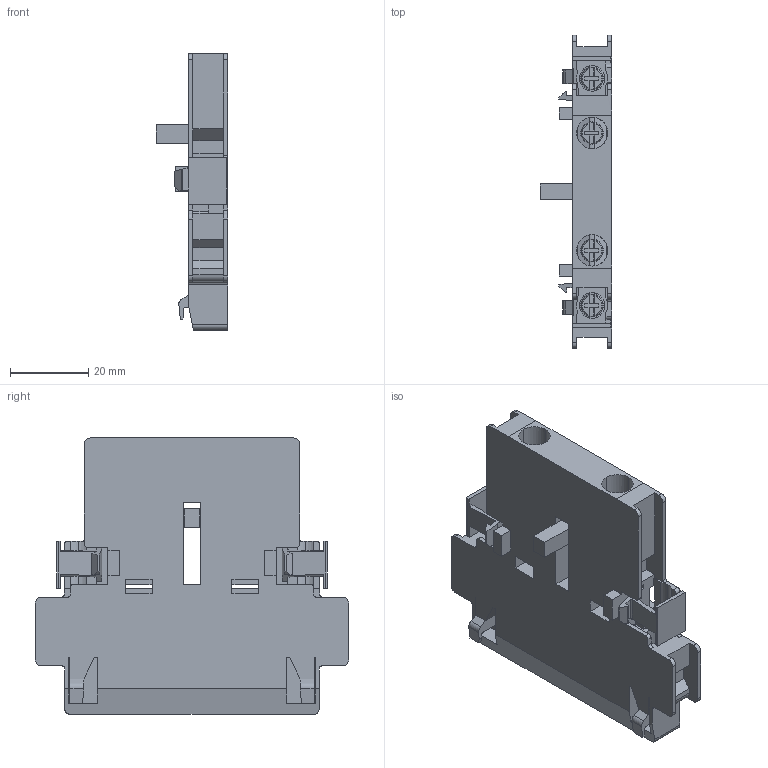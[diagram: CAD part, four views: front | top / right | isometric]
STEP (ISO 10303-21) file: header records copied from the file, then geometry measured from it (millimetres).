
FILE_DESCRIPTION(('STEP AP214'),'1');
FILE_NAME('cctmp_8894B661-A5D7-4AEB-A368-9FD061FAB601_2023_07_21_09_05_33_0044..stp','2023-07-21T07:05:33',('SIEMENS A&D'),('CADClick - www.CADClick.com'),'Spatial InterOp 3D postprocessed',' ','unknown authorization');
FILE_SCHEMA(('AUTOMOTIVE_DESIGN'));
Length unit declared in the file: millimetre
Products named in the file (1): 2023_07_21_09_05_33_0012
Bounding box: 18.25 x 80 x 70.7 mm (x, y, z)
Volume: 37211.8 mm3; surface area: 18015.9 mm2
Topology: 1 solids, 5 shells, 471 faces, 1359 edges, 894 vertices
Faces by surface type: plane 323, cylinder 116, cone 16, torus 16
Entity records: 26219 total; most frequent: CARTESIAN_POINT 3189, STYLED_ITEM 2725, PRESENTATION_STYLE_ASSIGNMENT 2725, ORIENTED_EDGE 2718, DIRECTION 2543, EDGE_CURVE 1359, CURVE_STYLE 1359, DRAUGHTING_PRE_DEFINED_CURVE_FONT 1359
